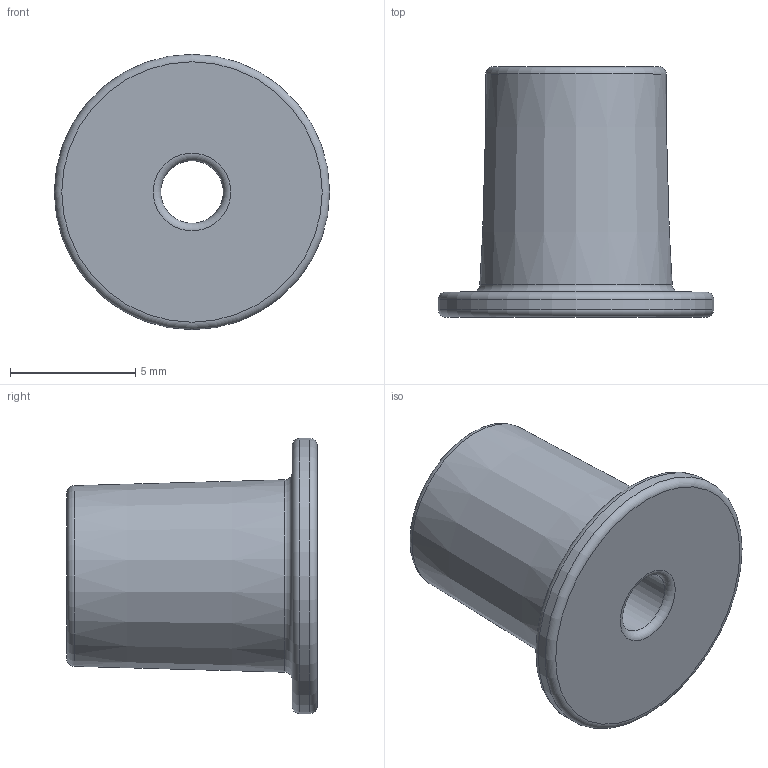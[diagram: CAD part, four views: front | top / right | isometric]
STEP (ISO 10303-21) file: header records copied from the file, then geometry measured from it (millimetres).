
FILE_DESCRIPTION(/* description */ (''),/* implementation_level */ '2;1');
FILE_NAME(/* name */ 'kegelstopfen_v4.step',/* time_stamp */ '2025-03-29T16:12:08+01:00',/* author */ (''),/* organization */ (''),/* preprocessor_version */ 'ST-DEVELOPER v20.1',/* originating_system */ 'Autodesk Translation Framework v14.4.0.0',/* authorisation */ '');
FILE_SCHEMA (('AUTOMOTIVE_DESIGN { 1 0 10303 214 3 1 1 }'));
Length unit declared in the file: millimetre
Products named in the file (1): kegelstopfen
Bounding box: 11 x 10 x 11 mm (x, y, z)
Volume: 436.8 mm3; surface area: 481.7 mm2
Topology: 1 solids, 1 shells, 12 faces, 24 edges, 15 vertices
Faces by surface type: torus 6, plane 3, cylinder 2, cone 1
Full cylindrical faces by diameter (mm): 2.5 x1, 11 x1
Entity records: 362 total; most frequent: DIRECTION 71, CARTESIAN_POINT 52, ORIENTED_EDGE 48, AXIS2_PLACEMENT_3D 34, EDGE_CURVE 24, CIRCLE 21, EDGE_LOOP 15, VERTEX_POINT 15
